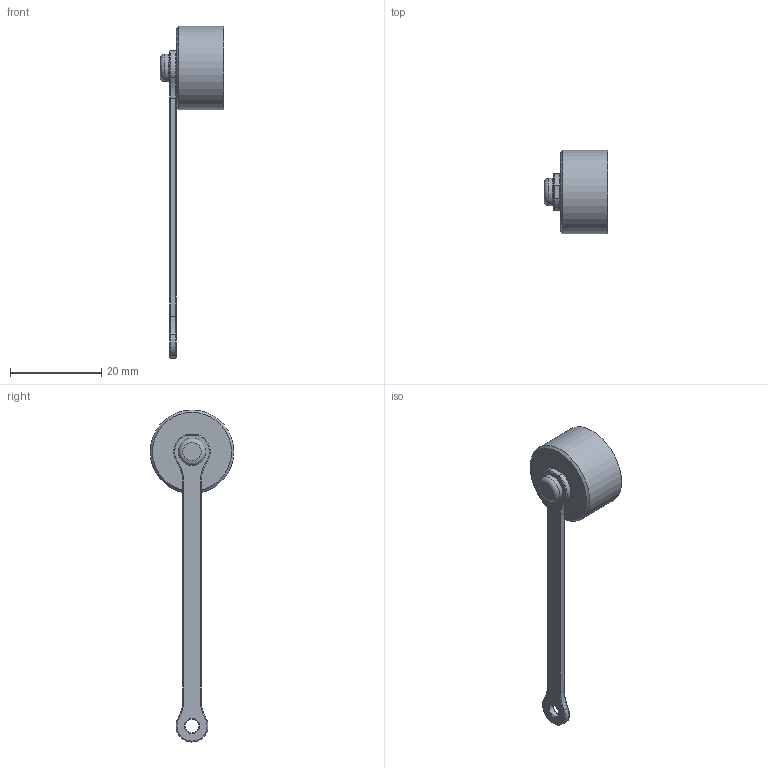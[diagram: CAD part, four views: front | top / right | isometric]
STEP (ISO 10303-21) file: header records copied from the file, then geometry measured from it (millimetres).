
FILE_DESCRIPTION(/* description */ (''),/* implementation_level */ '2;1');
FILE_NAME(/* name */ 'C091_00U000_130_2.stp',/* time_stamp */ '2015-01-12T15:29:36+01:00',/* author */ (''),/* organization */ (''),/* preprocessor_version */ 'ST-DEVELOPER v11',/* originating_system */ 'SIEMENS PLM Software NX 7.5',/* authorisation */ '');
FILE_SCHEMA (('CONFIG_CONTROL_DESIGN'));
Length unit declared in the file: millimetre
Products named in the file (1): C091 00U000 130 2_3d customer_01
Bounding box: 14 x 18.3 x 72.65 mm (x, y, z)
Volume: 1.3 mm3; surface area: 2392.4 mm2
Topology: 2 solids, 3 shells, 61 faces, 135 edges, 81 vertices
Faces by surface type: cylinder 23, bspline 20, plane 14, cone 3, torus 1
Full cylindrical faces by diameter (mm): 3 x1, 4 x2, 6 x1, 15 x1, 15.25 x3, 18.3 x1
Entity records: 2558 total; most frequent: CARTESIAN_POINT 1331, DIRECTION 242, ORIENTED_EDGE 212, AXIS2_PLACEMENT_3D 108, EDGE_CURVE 106, EDGE_LOOP 80, VERTEX_POINT 71, CIRCLE 68
